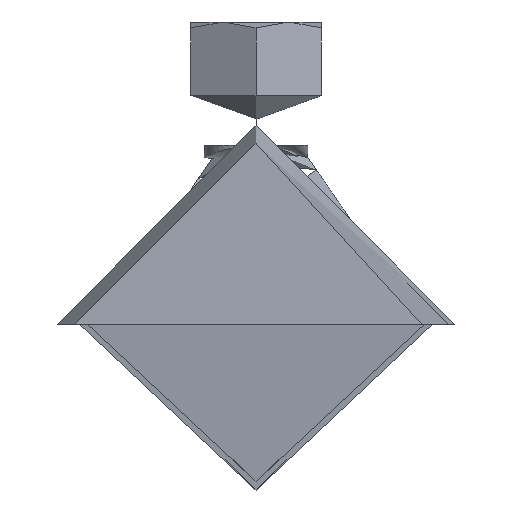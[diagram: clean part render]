
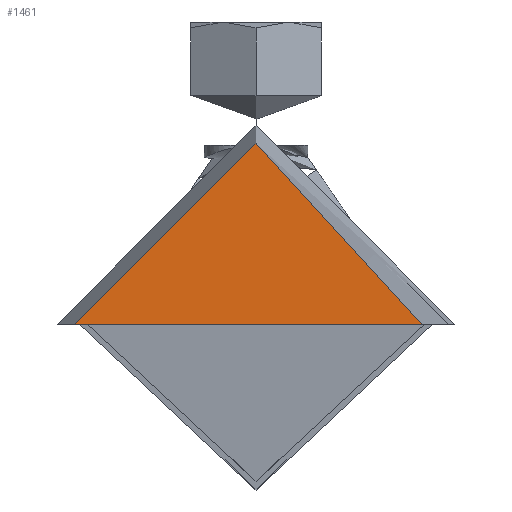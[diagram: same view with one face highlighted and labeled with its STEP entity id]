
A CAD part, left-side view. The second image highlights one B-rep face of the part: STEP entity #1461.
In plain terms, the highlighted free-form (B-spline) face has degree [1, 1] with [2, 2] control points.
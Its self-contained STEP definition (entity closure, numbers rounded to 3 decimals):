
#1461 = ADVANCED_FACE('',(#1462,#1484),#1506,.T.);
#1462 = FACE_BOUND('',#1463,.T.);
#1463 = EDGE_LOOP('',(#1464,#1474));
#1464 = ORIENTED_EDGE('',*,*,#1465,.F.);
#1465 = EDGE_CURVE('',#1466,#1468,#1470,.T.);
#1466 = VERTEX_POINT('',#1467);
#1467 = CARTESIAN_POINT('',(0.,41.5,0.));
#1468 = VERTEX_POINT('',#1469);
#1469 = CARTESIAN_POINT('',(0.,0.,41.5));
#1470 = ( BOUNDED_CURVE() B_SPLINE_CURVE(2,(#1471,#1472,#1473),
.UNSPECIFIED.,.F.,.F.) B_SPLINE_CURVE_WITH_KNOTS((3,3),(0.,
1.571),.PIECEWISE_BEZIER_KNOTS.) CURVE() 
GEOMETRIC_REPRESENTATION_ITEM() RATIONAL_B_SPLINE_CURVE((1.,
0.707,1.)) REPRESENTATION_ITEM('') );
#1471 = CARTESIAN_POINT('',(0.,41.5,0.));
#1472 = CARTESIAN_POINT('',(0.,41.5,41.5));
#1473 = CARTESIAN_POINT('',(0.,0.,41.5));
#1474 = ORIENTED_EDGE('',*,*,#1475,.F.);
#1475 = EDGE_CURVE('',#1468,#1466,#1476,.T.);
#1476 = ( BOUNDED_CURVE() B_SPLINE_CURVE(2,(#1477,#1478,#1479,#1480,
#1481,#1482,#1483),.UNSPECIFIED.,.F.,.F.) B_SPLINE_CURVE_WITH_KNOTS((3,2
    ,2,3),(1.571,3.142,4.712,6.283),
.UNSPECIFIED.) CURVE() GEOMETRIC_REPRESENTATION_ITEM() 
RATIONAL_B_SPLINE_CURVE((1.,0.707,1.,0.707,1.,
0.707,1.)) REPRESENTATION_ITEM('') );
#1477 = CARTESIAN_POINT('',(0.,0.,41.5));
#1478 = CARTESIAN_POINT('',(0.,-41.5,41.5));
#1479 = CARTESIAN_POINT('',(0.,-41.5,0.));
#1480 = CARTESIAN_POINT('',(0.,-41.5,-41.5));
#1481 = CARTESIAN_POINT('',(0.,0.,-41.5));
#1482 = CARTESIAN_POINT('',(0.,41.5,-41.5));
#1483 = CARTESIAN_POINT('',(0.,41.5,0.));
#1484 = FACE_BOUND('',#1485,.T.);
#1485 = EDGE_LOOP('',(#1486,#1498));
#1486 = ORIENTED_EDGE('',*,*,#1487,.T.);
#1487 = EDGE_CURVE('',#1488,#1490,#1492,.T.);
#1488 = VERTEX_POINT('',#1489);
#1489 = CARTESIAN_POINT('',(0.,38.05,0.));
#1490 = VERTEX_POINT('',#1491);
#1491 = CARTESIAN_POINT('',(0.,-38.05,0.));
#1492 = ( BOUNDED_CURVE() B_SPLINE_CURVE(2,(#1493,#1494,#1495,#1496,
#1497),.UNSPECIFIED.,.F.,.F.) B_SPLINE_CURVE_WITH_KNOTS((3,2,3),(0.,
1.571,3.142),.UNSPECIFIED.) CURVE() 
GEOMETRIC_REPRESENTATION_ITEM() RATIONAL_B_SPLINE_CURVE((1.,
0.707,1.,0.707,1.)) REPRESENTATION_ITEM('') );
#1493 = CARTESIAN_POINT('',(0.,38.05,0.));
#1494 = CARTESIAN_POINT('',(0.,38.05,38.05));
#1495 = CARTESIAN_POINT('',(0.,0.,38.05));
#1496 = CARTESIAN_POINT('',(0.,-38.05,38.05));
#1497 = CARTESIAN_POINT('',(0.,-38.05,0.));
#1498 = ORIENTED_EDGE('',*,*,#1499,.T.);
#1499 = EDGE_CURVE('',#1490,#1488,#1500,.T.);
#1500 = ( BOUNDED_CURVE() B_SPLINE_CURVE(2,(#1501,#1502,#1503,#1504,
#1505),.UNSPECIFIED.,.F.,.F.) B_SPLINE_CURVE_WITH_KNOTS((3,2,3),(
    3.142,4.712,6.283),
.PIECEWISE_BEZIER_KNOTS.) CURVE() GEOMETRIC_REPRESENTATION_ITEM() 
RATIONAL_B_SPLINE_CURVE((1.,0.707,1.,0.707,1.)) 
REPRESENTATION_ITEM('') );
#1501 = CARTESIAN_POINT('',(0.,-38.05,0.));
#1502 = CARTESIAN_POINT('',(0.,-38.05,-38.05));
#1503 = CARTESIAN_POINT('',(0.,0.,-38.05));
#1504 = CARTESIAN_POINT('',(0.,38.05,-38.05));
#1505 = CARTESIAN_POINT('',(0.,38.05,0.));
#1506 = B_SPLINE_SURFACE_WITH_KNOTS('',1,1,(
    (#1507,#1508)
    ,(#1509,#1510
  )),.UNSPECIFIED.,.F.,.F.,.F.,(2,2),(2,2),(-4.151,4.151),(-8.129,
    0.174),.PIECEWISE_BEZIER_KNOTS.);
#1507 = CARTESIAN_POINT('',(0.,-41.51,-41.51));
#1508 = CARTESIAN_POINT('',(0.,41.51,-41.51));
#1509 = CARTESIAN_POINT('',(0.,-41.51,41.51));
#1510 = CARTESIAN_POINT('',(0.,41.51,41.51));
